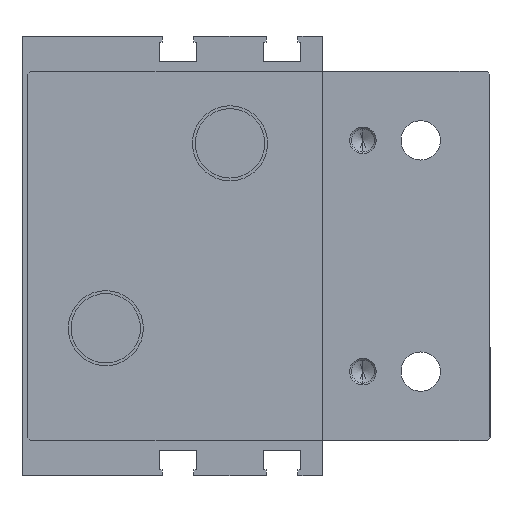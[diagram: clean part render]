
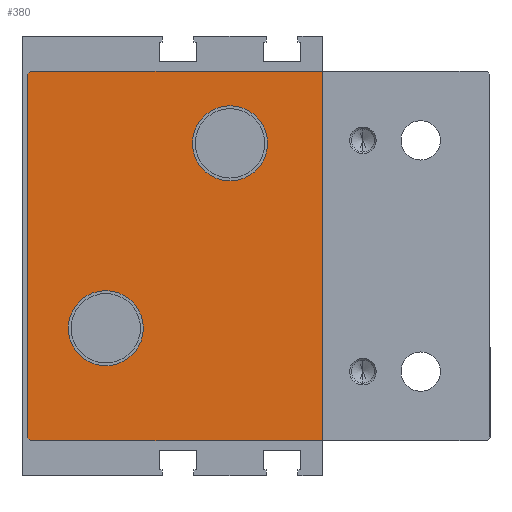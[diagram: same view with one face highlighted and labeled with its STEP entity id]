
A CAD part, left-side view. The second image highlights one B-rep face of the part: STEP entity #380.
In plain terms, the highlighted face is planar.
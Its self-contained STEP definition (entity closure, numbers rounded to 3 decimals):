
#279 = VERTEX_POINT ( 'NONE', #2191 ) ;
#281 = EDGE_CURVE ( 'NONE', #279, #282, #2190, .T. ) ;
#282 = VERTEX_POINT ( 'NONE', #2185 ) ;
#310 = ORIENTED_EDGE ( 'NONE', *, *, #311, .F. ) ;
#311 = EDGE_CURVE ( 'NONE', #318, #3264, #2206, .T. ) ;
#312 = ORIENTED_EDGE ( 'NONE', *, *, #317, .T. ) ;
#317 = EDGE_CURVE ( 'NONE', #318, #3238, #2261, .T. ) ;
#318 = VERTEX_POINT ( 'NONE', #2257 ) ;
#326 = EDGE_LOOP ( 'NONE', ( #381, #383 ) ) ;
#363 = ORIENTED_EDGE ( 'NONE', *, *, #3240, .T. ) ;
#364 = ORIENTED_EDGE ( 'NONE', *, *, #3254, .T. ) ;
#365 = ORIENTED_EDGE ( 'NONE', *, *, #3243, .T. ) ;
#366 = ORIENTED_EDGE ( 'NONE', *, *, #3260, .T. ) ;
#380 = ADVANCED_FACE ( 'NONE', ( #2301, #2300, #2299 ), #2298, .T. ) ;
#381 = ORIENTED_EDGE ( 'NONE', *, *, #382, .F. ) ;
#382 = EDGE_CURVE ( 'NONE', #1699, #1696, #2360, .T. ) ;
#383 = ORIENTED_EDGE ( 'NONE', *, *, #1698, .F. ) ;
#384 = EDGE_LOOP ( 'NONE', ( #385, #387 ) ) ;
#385 = ORIENTED_EDGE ( 'NONE', *, *, #386, .F. ) ;
#386 = EDGE_CURVE ( 'NONE', #282, #279, #2355, .T. ) ;
#387 = ORIENTED_EDGE ( 'NONE', *, *, #281, .F. ) ;
#388 = EDGE_LOOP ( 'NONE', ( #310, #312, #363, #364, #365, #366 ) ) ;
#1696 = VERTEX_POINT ( 'NONE', #4709 ) ;
#1698 = EDGE_CURVE ( 'NONE', #1696, #1699, #4772, .T. ) ;
#1699 = VERTEX_POINT ( 'NONE', #4767 ) ;
#2185 = CARTESIAN_POINT ( 'NONE',  ( 21., -14.5, 6. ) ) ;
#2186 = DIRECTION ( 'NONE',  ( 0., 0., -1. ) ) ;
#2187 = DIRECTION ( 'NONE',  ( 1., 0., 0. ) ) ;
#2188 = CARTESIAN_POINT ( 'NONE',  ( 21., -14.5, 12.5 ) ) ;
#2189 = AXIS2_PLACEMENT_3D ( 'NONE', #2188, #2187, #2186 ) ;
#2190 = CIRCLE ( 'NONE', #2189, 6.5 ) ;
#2191 = CARTESIAN_POINT ( 'NONE',  ( 21., -14.5, 19. ) ) ;
#2203 = DIRECTION ( 'NONE',  ( 0., 0., 1. ) ) ;
#2204 = VECTOR ( 'NONE', #2203, 1000. ) ;
#2205 = CARTESIAN_POINT ( 'NONE',  ( 21., -52., 32. ) ) ;
#2206 = LINE ( 'NONE', #2205, #2204 ) ;
#2257 = CARTESIAN_POINT ( 'NONE',  ( 21., -52., -32. ) ) ;
#2258 = DIRECTION ( 'NONE',  ( 0., 1., 0. ) ) ;
#2259 = VECTOR ( 'NONE', #2258, 1000. ) ;
#2260 = CARTESIAN_POINT ( 'NONE',  ( 21., -1.5, -32. ) ) ;
#2261 = LINE ( 'NONE', #2260, #2259 ) ;
#2295 = DIRECTION ( 'NONE',  ( 1., 0., 0. ) ) ;
#2296 = CARTESIAN_POINT ( 'NONE',  ( 21., -41., -71.5 ) ) ;
#2297 = AXIS2_PLACEMENT_3D ( 'NONE', #2296, #2295, #2361 ) ;
#2298 = PLANE ( 'NONE',  #2297 ) ;
#2299 = FACE_OUTER_BOUND ( 'NONE', #388, .T. ) ;
#2300 = FACE_BOUND ( 'NONE', #384, .T. ) ;
#2301 = FACE_BOUND ( 'NONE', #326, .T. ) ;
#2351 = DIRECTION ( 'NONE',  ( 0., 0., -1. ) ) ;
#2352 = DIRECTION ( 'NONE',  ( 1., 0., 0. ) ) ;
#2353 = CARTESIAN_POINT ( 'NONE',  ( 21., -14.5, 12.5 ) ) ;
#2354 = AXIS2_PLACEMENT_3D ( 'NONE', #2353, #2352, #2351 ) ;
#2355 = CIRCLE ( 'NONE', #2354, 6.5 ) ;
#2356 = DIRECTION ( 'NONE',  ( 0., 0., -1. ) ) ;
#2357 = DIRECTION ( 'NONE',  ( 1., 0., 0. ) ) ;
#2358 = CARTESIAN_POINT ( 'NONE',  ( 21., -36., -19.5 ) ) ;
#2359 = AXIS2_PLACEMENT_3D ( 'NONE', #2358, #2357, #2356 ) ;
#2360 = CIRCLE ( 'NONE', #2359, 6.5 ) ;
#2361 = DIRECTION ( 'NONE',  ( 0., 0., -1. ) ) ;
#3227 = VERTEX_POINT ( 'NONE', #4814 ) ;
#3237 = VERTEX_POINT ( 'NONE', #4855 ) ;
#3238 = VERTEX_POINT ( 'NONE', #4854 ) ;
#3240 = EDGE_CURVE ( 'NONE', #3238, #3237, #4853, .T. ) ;
#3243 = EDGE_CURVE ( 'NONE', #3227, #3245, #4849, .T. ) ;
#3245 = VERTEX_POINT ( 'NONE', #4845 ) ;
#3254 = EDGE_CURVE ( 'NONE', #3237, #3227, #4899, .T. ) ;
#3260 = EDGE_CURVE ( 'NONE', #3245, #3264, #4895, .T. ) ;
#3264 = VERTEX_POINT ( 'NONE', #4887 ) ;
#4709 = CARTESIAN_POINT ( 'NONE',  ( 21., -36., -13. ) ) ;
#4767 = CARTESIAN_POINT ( 'NONE',  ( 21., -36., -26. ) ) ;
#4768 = DIRECTION ( 'NONE',  ( 0., 0., -1. ) ) ;
#4769 = DIRECTION ( 'NONE',  ( 1., 0., 0. ) ) ;
#4770 = CARTESIAN_POINT ( 'NONE',  ( 21., -36., -19.5 ) ) ;
#4771 = AXIS2_PLACEMENT_3D ( 'NONE', #4770, #4769, #4768 ) ;
#4772 = CIRCLE ( 'NONE', #4771, 6.5 ) ;
#4814 = CARTESIAN_POINT ( 'NONE',  ( 21., -1., 31.5 ) ) ;
#4845 = CARTESIAN_POINT ( 'NONE',  ( 21., -1.5, 32. ) ) ;
#4846 = DIRECTION ( 'NONE',  ( 0., -0.707, 0.707 ) ) ;
#4847 = VECTOR ( 'NONE', #4846, 1000. ) ;
#4848 = CARTESIAN_POINT ( 'NONE',  ( 21., -1.5, 32. ) ) ;
#4849 = LINE ( 'NONE', #4848, #4847 ) ;
#4850 = DIRECTION ( 'NONE',  ( 0., 0.707, 0.707 ) ) ;
#4851 = VECTOR ( 'NONE', #4850, 1000. ) ;
#4852 = CARTESIAN_POINT ( 'NONE',  ( 21., -1., -31.5 ) ) ;
#4853 = LINE ( 'NONE', #4852, #4851 ) ;
#4854 = CARTESIAN_POINT ( 'NONE',  ( 21., -1.5, -32. ) ) ;
#4855 = CARTESIAN_POINT ( 'NONE',  ( 21., -1., -31.5 ) ) ;
#4887 = CARTESIAN_POINT ( 'NONE',  ( 21., -52., 32. ) ) ;
#4892 = DIRECTION ( 'NONE',  ( 0., -1., 0. ) ) ;
#4893 = VECTOR ( 'NONE', #4892, 1000. ) ;
#4894 = CARTESIAN_POINT ( 'NONE',  ( 21., -1.5, 32. ) ) ;
#4895 = LINE ( 'NONE', #4894, #4893 ) ;
#4896 = DIRECTION ( 'NONE',  ( 0., 0., 1. ) ) ;
#4897 = VECTOR ( 'NONE', #4896, 1000. ) ;
#4898 = CARTESIAN_POINT ( 'NONE',  ( 21., -1., -31.5 ) ) ;
#4899 = LINE ( 'NONE', #4898, #4897 ) ;
